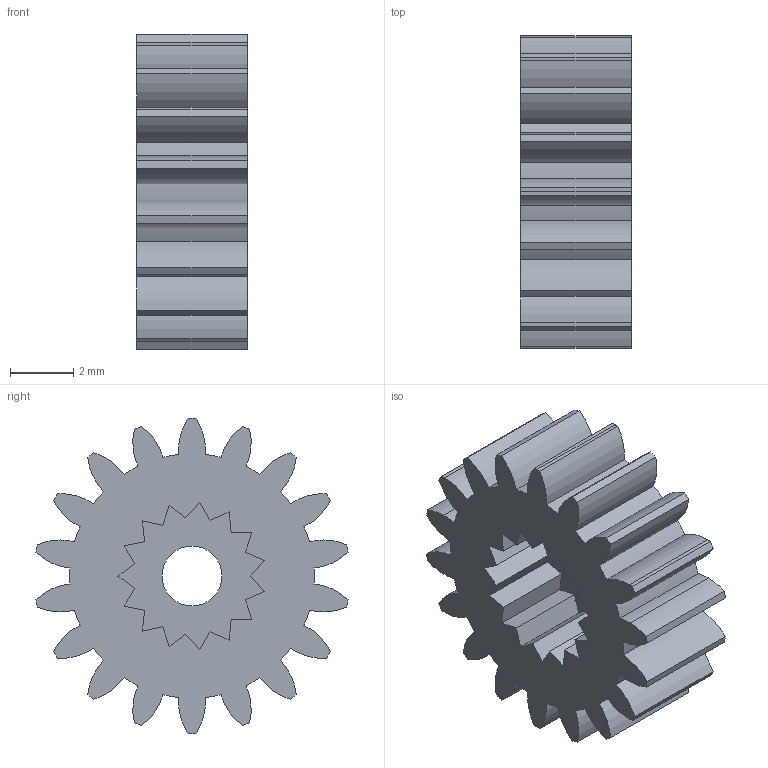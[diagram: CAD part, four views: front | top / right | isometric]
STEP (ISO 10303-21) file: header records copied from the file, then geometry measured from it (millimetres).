
FILE_DESCRIPTION (( 'STEP AP203' ), '1' );
FILE_NAME ('Servo Spur Gear.STEP', '2017-08-02T03:27:58', ( '' ), ( '' ), 'SwSTEP 2.0', 'SolidWorks 2016', '' );
FILE_SCHEMA (( 'CONFIG_CONTROL_DESIGN' ));
Length unit declared in the file: millimetre
Products named in the file (1): Servo Spur Gear
Bounding box: 3.5 x 9.89 x 10 mm (x, y, z)
Volume: 175.6 mm3; surface area: 373 mm2
Topology: 1 solids, 1 shells, 112 faces, 327 edges, 218 vertices
Faces by surface type: cylinder 79, plane 33
Entity records: 3870 total; most frequent: DIRECTION 711, CARTESIAN_POINT 658, ORIENTED_EDGE 654, EDGE_CURVE 327, AXIS2_PLACEMENT_3D 271, VERTEX_POINT 218, LINE 169, VECTOR 169
